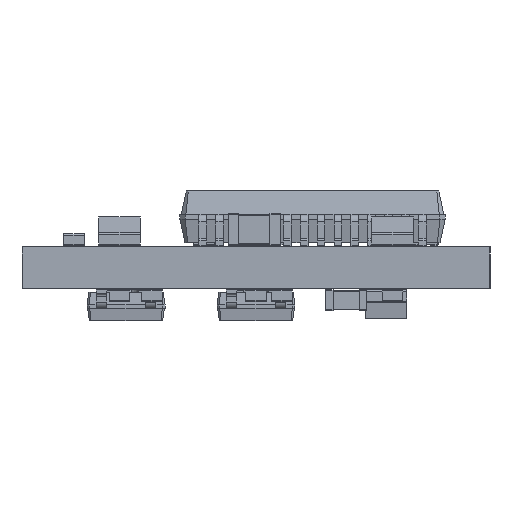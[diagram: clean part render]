
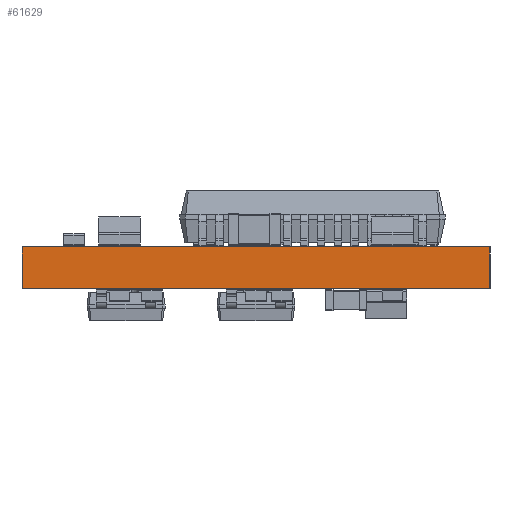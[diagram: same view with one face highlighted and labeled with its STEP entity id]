
A CAD part, left-side view. The second image highlights one B-rep face of the part: STEP entity #61629.
In plain terms, the highlighted planar face has unit normal (-1, 0, 0).
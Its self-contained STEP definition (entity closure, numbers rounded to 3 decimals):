
#61448 = PLANE('',#61449);
#61449 = AXIS2_PLACEMENT_3D('',#61450,#61451,#61452);
#61450 = CARTESIAN_POINT('',(145.,-91.,0.));
#61451 = DIRECTION('',(0.,-1.,0.));
#61452 = DIRECTION('',(-1.,0.,0.));
#61473 = VERTEX_POINT('',#61474);
#61474 = CARTESIAN_POINT('',(100.,-91.,1.6));
#61488 = PLANE('',#61489);
#61489 = AXIS2_PLACEMENT_3D('',#61490,#61491,#61492);
#61490 = CARTESIAN_POINT('',(122.5,-100.,1.6));
#61491 = DIRECTION('',(0.,0.,1.));
#61492 = DIRECTION('',(1.,0.,0.));
#61500 = EDGE_CURVE('',#61501,#61473,#61503,.T.);
#61501 = VERTEX_POINT('',#61502);
#61502 = CARTESIAN_POINT('',(100.,-91.,0.));
#61503 = SURFACE_CURVE('',#61504,(#61508,#61515),.PCURVE_S1.);
#61504 = LINE('',#61505,#61506);
#61505 = CARTESIAN_POINT('',(100.,-91.,0.));
#61506 = VECTOR('',#61507,1.);
#61507 = DIRECTION('',(0.,0.,1.));
#61508 = PCURVE('',#61448,#61509);
#61509 = DEFINITIONAL_REPRESENTATION('',(#61510),#61514);
#61510 = LINE('',#61511,#61512);
#61511 = CARTESIAN_POINT('',(45.,0.));
#61512 = VECTOR('',#61513,1.);
#61513 = DIRECTION('',(0.,-1.));
#61514 = ( GEOMETRIC_REPRESENTATION_CONTEXT(2) 
PARAMETRIC_REPRESENTATION_CONTEXT() REPRESENTATION_CONTEXT('2D SPACE',''
  ) );
#61515 = PCURVE('',#61516,#61521);
#61516 = PLANE('',#61517);
#61517 = AXIS2_PLACEMENT_3D('',#61518,#61519,#61520);
#61518 = CARTESIAN_POINT('',(100.,-91.,0.));
#61519 = DIRECTION('',(1.,0.,0.));
#61520 = DIRECTION('',(0.,-1.,0.));
#61521 = DEFINITIONAL_REPRESENTATION('',(#61522),#61526);
#61522 = LINE('',#61523,#61524);
#61523 = CARTESIAN_POINT('',(0.,0.));
#61524 = VECTOR('',#61525,1.);
#61525 = DIRECTION('',(0.,-1.));
#61526 = ( GEOMETRIC_REPRESENTATION_CONTEXT(2) 
PARAMETRIC_REPRESENTATION_CONTEXT() REPRESENTATION_CONTEXT('2D SPACE',''
  ) );
#61542 = PLANE('',#61543);
#61543 = AXIS2_PLACEMENT_3D('',#61544,#61545,#61546);
#61544 = CARTESIAN_POINT('',(122.5,-100.,0.));
#61545 = DIRECTION('',(0.,0.,1.));
#61546 = DIRECTION('',(1.,0.,0.));
#61575 = PLANE('',#61576);
#61576 = AXIS2_PLACEMENT_3D('',#61577,#61578,#61579);
#61577 = CARTESIAN_POINT('',(100.,-109.,0.));
#61578 = DIRECTION('',(0.,1.,0.));
#61579 = DIRECTION('',(1.,0.,0.));
#61629 = ADVANCED_FACE('',(#61630),#61516,.F.);
#61630 = FACE_BOUND('',#61631,.F.);
#61631 = EDGE_LOOP('',(#61632,#61633,#61656,#61679));
#61632 = ORIENTED_EDGE('',*,*,#61500,.T.);
#61633 = ORIENTED_EDGE('',*,*,#61634,.T.);
#61634 = EDGE_CURVE('',#61473,#61635,#61637,.T.);
#61635 = VERTEX_POINT('',#61636);
#61636 = CARTESIAN_POINT('',(100.,-109.,1.6));
#61637 = SURFACE_CURVE('',#61638,(#61642,#61649),.PCURVE_S1.);
#61638 = LINE('',#61639,#61640);
#61639 = CARTESIAN_POINT('',(100.,-91.,1.6));
#61640 = VECTOR('',#61641,1.);
#61641 = DIRECTION('',(0.,-1.,0.));
#61642 = PCURVE('',#61516,#61643);
#61643 = DEFINITIONAL_REPRESENTATION('',(#61644),#61648);
#61644 = LINE('',#61645,#61646);
#61645 = CARTESIAN_POINT('',(0.,-1.6));
#61646 = VECTOR('',#61647,1.);
#61647 = DIRECTION('',(1.,0.));
#61648 = ( GEOMETRIC_REPRESENTATION_CONTEXT(2) 
PARAMETRIC_REPRESENTATION_CONTEXT() REPRESENTATION_CONTEXT('2D SPACE',''
  ) );
#61649 = PCURVE('',#61488,#61650);
#61650 = DEFINITIONAL_REPRESENTATION('',(#61651),#61655);
#61651 = LINE('',#61652,#61653);
#61652 = CARTESIAN_POINT('',(-22.5,9.));
#61653 = VECTOR('',#61654,1.);
#61654 = DIRECTION('',(0.,-1.));
#61655 = ( GEOMETRIC_REPRESENTATION_CONTEXT(2) 
PARAMETRIC_REPRESENTATION_CONTEXT() REPRESENTATION_CONTEXT('2D SPACE',''
  ) );
#61656 = ORIENTED_EDGE('',*,*,#61657,.F.);
#61657 = EDGE_CURVE('',#61658,#61635,#61660,.T.);
#61658 = VERTEX_POINT('',#61659);
#61659 = CARTESIAN_POINT('',(100.,-109.,0.));
#61660 = SURFACE_CURVE('',#61661,(#61665,#61672),.PCURVE_S1.);
#61661 = LINE('',#61662,#61663);
#61662 = CARTESIAN_POINT('',(100.,-109.,0.));
#61663 = VECTOR('',#61664,1.);
#61664 = DIRECTION('',(0.,0.,1.));
#61665 = PCURVE('',#61516,#61666);
#61666 = DEFINITIONAL_REPRESENTATION('',(#61667),#61671);
#61667 = LINE('',#61668,#61669);
#61668 = CARTESIAN_POINT('',(18.,0.));
#61669 = VECTOR('',#61670,1.);
#61670 = DIRECTION('',(0.,-1.));
#61671 = ( GEOMETRIC_REPRESENTATION_CONTEXT(2) 
PARAMETRIC_REPRESENTATION_CONTEXT() REPRESENTATION_CONTEXT('2D SPACE',''
  ) );
#61672 = PCURVE('',#61575,#61673);
#61673 = DEFINITIONAL_REPRESENTATION('',(#61674),#61678);
#61674 = LINE('',#61675,#61676);
#61675 = CARTESIAN_POINT('',(0.,0.));
#61676 = VECTOR('',#61677,1.);
#61677 = DIRECTION('',(0.,-1.));
#61678 = ( GEOMETRIC_REPRESENTATION_CONTEXT(2) 
PARAMETRIC_REPRESENTATION_CONTEXT() REPRESENTATION_CONTEXT('2D SPACE',''
  ) );
#61679 = ORIENTED_EDGE('',*,*,#61680,.F.);
#61680 = EDGE_CURVE('',#61501,#61658,#61681,.T.);
#61681 = SURFACE_CURVE('',#61682,(#61686,#61693),.PCURVE_S1.);
#61682 = LINE('',#61683,#61684);
#61683 = CARTESIAN_POINT('',(100.,-91.,0.));
#61684 = VECTOR('',#61685,1.);
#61685 = DIRECTION('',(0.,-1.,0.));
#61686 = PCURVE('',#61516,#61687);
#61687 = DEFINITIONAL_REPRESENTATION('',(#61688),#61692);
#61688 = LINE('',#61689,#61690);
#61689 = CARTESIAN_POINT('',(0.,0.));
#61690 = VECTOR('',#61691,1.);
#61691 = DIRECTION('',(1.,0.));
#61692 = ( GEOMETRIC_REPRESENTATION_CONTEXT(2) 
PARAMETRIC_REPRESENTATION_CONTEXT() REPRESENTATION_CONTEXT('2D SPACE',''
  ) );
#61693 = PCURVE('',#61542,#61694);
#61694 = DEFINITIONAL_REPRESENTATION('',(#61695),#61699);
#61695 = LINE('',#61696,#61697);
#61696 = CARTESIAN_POINT('',(-22.5,9.));
#61697 = VECTOR('',#61698,1.);
#61698 = DIRECTION('',(0.,-1.));
#61699 = ( GEOMETRIC_REPRESENTATION_CONTEXT(2) 
PARAMETRIC_REPRESENTATION_CONTEXT() REPRESENTATION_CONTEXT('2D SPACE',''
  ) );
